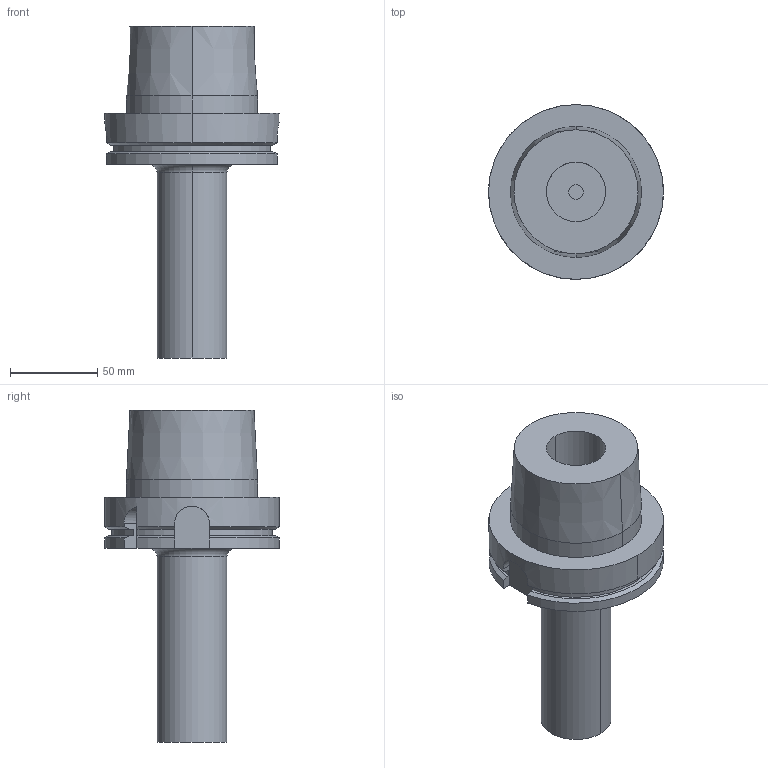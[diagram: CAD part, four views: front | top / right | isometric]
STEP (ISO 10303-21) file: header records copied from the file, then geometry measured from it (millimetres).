
FILE_DESCRIPTION((''),'2;1');
FILE_NAME('8419304035','2021-05-19T12:44:12',('thiemer'),(''),'CREO PARAMETRIC BY PTC INC, 2020053','CREO PARAMETRIC BY PTC INC, 2020053','');
FILE_SCHEMA(('AUTOMOTIVE_DESIGN { 1 0 10303 214 1 1 1 1 }'));
Length unit declared in the file: millimetre
Products named in the file (1): 8419304035
Bounding box: 100 x 100 x 190 mm (x, y, z)
Volume: 522222.2 mm3; surface area: 57455.4 mm2
Topology: 1 solids, 1 shells, 51 faces, 144 edges, 100 vertices
Faces by surface type: plane 21, cylinder 20, cone 8, torus 2
Entity records: 2588 total; most frequent: CARTESIAN_POINT 420, DIRECTION 335, ORIENTED_EDGE 262, PRESENTATION_STYLE_ASSIGNMENT 156, STYLED_ITEM 156, CURVE_STYLE 155, EDGE_CURVE 131, AXIS2_PLACEMENT_3D 125
